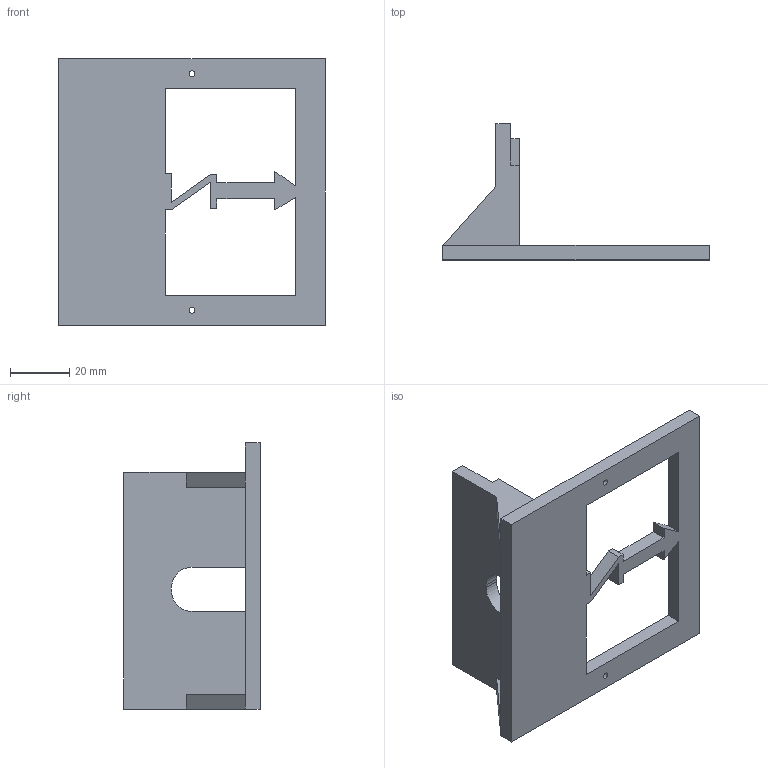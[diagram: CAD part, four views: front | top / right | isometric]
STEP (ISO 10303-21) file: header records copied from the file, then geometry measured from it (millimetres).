
FILE_DESCRIPTION(/* description */ (''),/* implementation_level */ '2;1');
FILE_NAME(/* name */ 'HallSensor_Halterung_Z-Axis.stp',/* time_stamp */ '2024-09-30T19:03:07+02:00',/* author */ ('ppovolni'),/* organization */ (''),/* preprocessor_version */ 'ST-DEVELOPER v18.1',/* originating_system */ 'Autodesk Inventor 2022',/* authorisation */ '');
FILE_SCHEMA (('AUTOMOTIVE_DESIGN { 1 0 10303 214 3 1 1 }'));
Length unit declared in the file: millimetre
Products named in the file (1): HallSensor_Halterung
Bounding box: 90 x 46.1 x 90 mm (x, y, z)
Volume: 48167.9 mm3; surface area: 21884.6 mm2
Topology: 1 solids, 1 shells, 61 faces, 164 edges, 111 vertices
Faces by surface type: plane 51, cone 6, cylinder 4
Full cylindrical faces by diameter (mm): 2 x2
Entity records: 1953 total; most frequent: CARTESIAN_POINT 335, ORIENTED_EDGE 324, DIRECTION 306, EDGE_CURVE 162, LINE 142, VECTOR 142, VERTEX_POINT 107, AXIS2_PLACEMENT_3D 82
